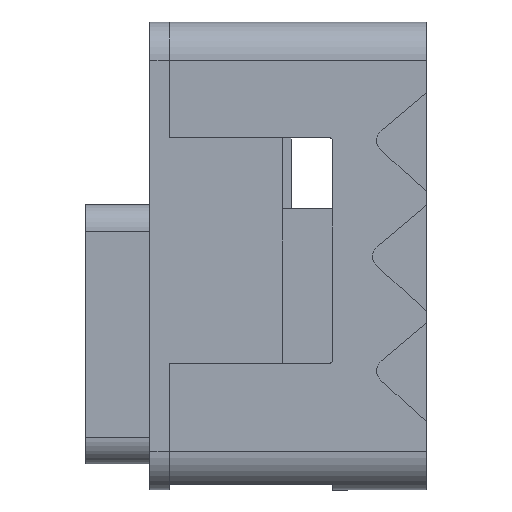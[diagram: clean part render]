
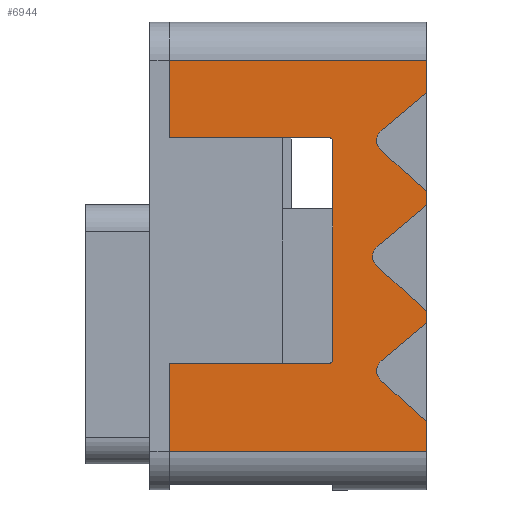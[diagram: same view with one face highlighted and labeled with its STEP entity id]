
A CAD part, left-side view. The second image highlights one B-rep face of the part: STEP entity #6944.
In plain terms, the highlighted planar face has unit normal (-1, 0, 0).
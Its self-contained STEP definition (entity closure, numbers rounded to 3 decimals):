
#67=CIRCLE($,#7148,2.);
#69=CIRCLE($,#7153,2.);
#71=CIRCLE($,#7158,0.5);
#73=CIRCLE($,#7163,0.5);
#75=CIRCLE($,#7168,2.);
#688=FACE_OUTER_BOUND($,#2638,.T.);
#848=LINE($,#9869,#1547);
#854=LINE($,#9884,#1553);
#893=LINE($,#9987,#1592);
#896=LINE($,#9993,#1595);
#901=LINE($,#10008,#1600);
#904=LINE($,#10014,#1603);
#909=LINE($,#10029,#1608);
#912=LINE($,#10035,#1611);
#916=LINE($,#10046,#1615);
#918=LINE($,#10051,#1617);
#923=LINE($,#10065,#1622);
#940=LINE($,#10096,#1639);
#941=LINE($,#10100,#1640);
#942=LINE($,#10102,#1641);
#1376=LINE($,#11092,#2075);
#1377=LINE($,#11094,#2076);
#1378=LINE($,#11095,#2077);
#1547=VECTOR($,#7872,40.);
#1553=VECTOR($,#7886,13.685);
#1592=VECTOR($,#7977,9.587);
#1595=VECTOR($,#7982,9.194);
#1600=VECTOR($,#7995,10.43);
#1603=VECTOR($,#8000,10.009);
#1608=VECTOR($,#8013,24.9);
#1611=VECTOR($,#8018,24.9);
#1615=VECTOR($,#8030,34.1);
#1617=VECTOR($,#8034,9.194);
#1622=VECTOR($,#8047,9.587);
#1639=VECTOR($,#8070,4.628);
#1640=VECTOR($,#8075,1.847);
#1641=VECTOR($,#8078,2.135);
#2075=VECTOR($,#8978,40.);
#2076=VECTOR($,#8981,4.979);
#2077=VECTOR($,#8982,11.985);
#2638=EDGE_LOOP($,(#5852,#5853,#5854,#5855,#5856,#5857,#5858,#5859,#5860,
#5861,#5862,#5863,#5864,#5865,#5866,#5867,#5868,#5869,#5870,#5871,#5872,
#5873));
#2920=VERTEX_POINT($,#9866);
#2921=VERTEX_POINT($,#9868);
#2926=VERTEX_POINT($,#9883);
#2960=VERTEX_POINT($,#9977);
#2961=VERTEX_POINT($,#9978);
#2964=VERTEX_POINT($,#9986);
#2966=VERTEX_POINT($,#9992);
#2968=VERTEX_POINT($,#9998);
#2969=VERTEX_POINT($,#9999);
#2972=VERTEX_POINT($,#10007);
#2974=VERTEX_POINT($,#10013);
#2976=VERTEX_POINT($,#10019);
#2977=VERTEX_POINT($,#10020);
#2980=VERTEX_POINT($,#10028);
#2982=VERTEX_POINT($,#10034);
#2984=VERTEX_POINT($,#10040);
#2986=VERTEX_POINT($,#10049);
#2987=VERTEX_POINT($,#10050);
#2990=VERTEX_POINT($,#10058);
#2992=VERTEX_POINT($,#10064);
#3326=VERTEX_POINT($,#11088);
#3327=VERTEX_POINT($,#11090);
#3617=EDGE_CURVE($,#2920,#2921,#848,.T.);
#3625=EDGE_CURVE($,#2921,#2926,#854,.T.);
#3673=EDGE_CURVE($,#2960,#2961,#67,.T.);
#3677=EDGE_CURVE($,#2964,#2960,#893,.T.);
#3680=EDGE_CURVE($,#2961,#2966,#896,.T.);
#3683=EDGE_CURVE($,#2968,#2969,#69,.T.);
#3687=EDGE_CURVE($,#2972,#2968,#901,.T.);
#3690=EDGE_CURVE($,#2969,#2974,#904,.T.);
#3693=EDGE_CURVE($,#2976,#2977,#71,.T.);
#3697=EDGE_CURVE($,#2980,#2976,#909,.T.);
#3700=EDGE_CURVE($,#2982,#2926,#912,.T.);
#3703=EDGE_CURVE($,#2984,#2982,#73,.T.);
#3706=EDGE_CURVE($,#2977,#2984,#916,.T.);
#3708=EDGE_CURVE($,#2986,#2987,#918,.T.);
#3712=EDGE_CURVE($,#2990,#2986,#75,.T.);
#3715=EDGE_CURVE($,#2992,#2990,#923,.T.);
#3733=EDGE_CURVE($,#2992,#2920,#940,.T.);
#3735=EDGE_CURVE($,#2972,#2987,#941,.T.);
#3736=EDGE_CURVE($,#2964,#2974,#942,.T.);
#4229=EDGE_CURVE($,#3326,#3327,#1376,.T.);
#4230=EDGE_CURVE($,#3326,#2966,#1377,.T.);
#4231=EDGE_CURVE($,#2980,#3327,#1378,.T.);
#5852=ORIENTED_EDGE($,*,*,#3680,.T.);
#5853=ORIENTED_EDGE($,*,*,#4230,.F.);
#5854=ORIENTED_EDGE($,*,*,#4229,.T.);
#5855=ORIENTED_EDGE($,*,*,#4231,.F.);
#5856=ORIENTED_EDGE($,*,*,#3697,.T.);
#5857=ORIENTED_EDGE($,*,*,#3693,.T.);
#5858=ORIENTED_EDGE($,*,*,#3706,.T.);
#5859=ORIENTED_EDGE($,*,*,#3703,.T.);
#5860=ORIENTED_EDGE($,*,*,#3700,.T.);
#5861=ORIENTED_EDGE($,*,*,#3625,.F.);
#5862=ORIENTED_EDGE($,*,*,#3617,.F.);
#5863=ORIENTED_EDGE($,*,*,#3733,.F.);
#5864=ORIENTED_EDGE($,*,*,#3715,.T.);
#5865=ORIENTED_EDGE($,*,*,#3712,.T.);
#5866=ORIENTED_EDGE($,*,*,#3708,.T.);
#5867=ORIENTED_EDGE($,*,*,#3735,.F.);
#5868=ORIENTED_EDGE($,*,*,#3687,.T.);
#5869=ORIENTED_EDGE($,*,*,#3683,.T.);
#5870=ORIENTED_EDGE($,*,*,#3690,.T.);
#5871=ORIENTED_EDGE($,*,*,#3736,.F.);
#5872=ORIENTED_EDGE($,*,*,#3677,.T.);
#5873=ORIENTED_EDGE($,*,*,#3673,.T.);
#6689=PLANE($,#7410);
#6944=ADVANCED_FACE($,(#688),#6689,.T.);
#7148=AXIS2_PLACEMENT_3D($,#9979,#7969,#7970);
#7153=AXIS2_PLACEMENT_3D($,#10000,#7987,#7988);
#7158=AXIS2_PLACEMENT_3D($,#10021,#8005,#8006);
#7163=AXIS2_PLACEMENT_3D($,#10041,#8023,#8024);
#7168=AXIS2_PLACEMENT_3D($,#10059,#8040,#8041);
#7410=AXIS2_PLACEMENT_3D($,#11093,#8979,#8980);
#7872=DIRECTION($,(0.,1.,0.));
#7886=DIRECTION($,(0.,0.,1.));
#7969=DIRECTION('center_axis',(1.,0.,0.));
#7970=DIRECTION('ref_axis',(0.,-0.643,-0.766));
#7977=DIRECTION($,(0.,0.741,0.672));
#7982=DIRECTION($,(0.,-0.766,0.643));
#7987=DIRECTION('center_axis',(1.,0.,0.));
#7988=DIRECTION('ref_axis',(0.,0.643,0.766));
#7995=DIRECTION($,(0.,0.741,0.672));
#8000=DIRECTION($,(0.,-0.766,0.643));
#8005=DIRECTION('center_axis',(1.,0.,0.));
#8006=DIRECTION('ref_axis',(0.,-1.,0.));
#8013=DIRECTION($,(0.,-1.,0.));
#8018=DIRECTION($,(0.,1.,0.));
#8023=DIRECTION('center_axis',(1.,0.,0.));
#8024=DIRECTION('ref_axis',(0.,0.,-1.));
#8030=DIRECTION($,(0.,0.,-1.));
#8034=DIRECTION($,(0.,-0.766,0.643));
#8040=DIRECTION('center_axis',(1.,0.,0.));
#8041=DIRECTION('ref_axis',(0.,-0.643,-0.766));
#8047=DIRECTION($,(0.,0.741,0.672));
#8070=DIRECTION($,(0.,0.,-1.));
#8075=DIRECTION($,(0.,0.,-1.));
#8078=DIRECTION($,(0.,0.,-1.));
#8978=DIRECTION($,(0.,1.,0.));
#8979=DIRECTION('center_axis',(-1.,0.,0.));
#8980=DIRECTION('ref_axis',(0.,0.,1.));
#8981=DIRECTION($,(0.,0.,-1.));
#8982=DIRECTION($,(0.,0.,1.));
#9866=CARTESIAN_POINT('',(-53.85,0.,-30.385));
#9868=CARTESIAN_POINT('',(-53.85,40.,-30.385));
#9869=CARTESIAN_POINT($,(-53.85,0.,-30.385));
#9883=CARTESIAN_POINT('',(-53.85,40.,-16.7));
#9884=CARTESIAN_POINT($,(-53.85,40.,30.385));
#9977=CARTESIAN_POINT('',(-53.85,7.101,16.483));
#9978=CARTESIAN_POINT('',(-53.85,7.043,19.497));
#9979=CARTESIAN_POINT('Origin',(-53.85,5.757,17.964));
#9986=CARTESIAN_POINT('',(-53.85,0.,10.043));
#9987=CARTESIAN_POINT($,(-53.85,-10.059,0.919));
#9992=CARTESIAN_POINT('',(-53.85,0.,25.406));
#9993=CARTESIAN_POINT($,(-53.85,17.257,10.926));
#9998=CARTESIAN_POINT('',(-53.85,7.725,-1.54));
#9999=CARTESIAN_POINT('',(-53.85,7.667,1.473));
#10000=CARTESIAN_POINT('Origin',(-53.85,6.382,-0.059));
#10007=CARTESIAN_POINT('',(-53.85,0.,-8.547));
#10008=CARTESIAN_POINT($,(-53.85,-5.434,-13.475));
#10013=CARTESIAN_POINT('',(-53.85,0.,7.907));
#10014=CARTESIAN_POINT($,(-53.85,13.261,-3.22));
#10019=CARTESIAN_POINT('',(-53.85,15.1,18.4));
#10020=CARTESIAN_POINT('',(-53.85,14.6,17.9));
#10021=CARTESIAN_POINT('Origin',(-53.85,15.1,17.9));
#10028=CARTESIAN_POINT('',(-53.85,40.,18.4));
#10029=CARTESIAN_POINT($,(-53.85,20.,18.4));
#10034=CARTESIAN_POINT('',(-53.85,15.1,-16.7));
#10035=CARTESIAN_POINT($,(-53.85,7.55,-16.7));
#10040=CARTESIAN_POINT('',(-53.85,14.6,-16.2));
#10041=CARTESIAN_POINT('Origin',(-53.85,15.1,-16.2));
#10046=CARTESIAN_POINT($,(-53.85,14.6,-6.243));
#10049=CARTESIAN_POINT('',(-53.85,7.043,-16.303));
#10050=CARTESIAN_POINT('',(-53.85,0.,-10.394));
#10051=CARTESIAN_POINT($,(-53.85,8.443,-17.479));
#10058=CARTESIAN_POINT('',(-53.85,7.101,-19.317));
#10059=CARTESIAN_POINT('Origin',(-53.85,5.757,-17.836));
#10064=CARTESIAN_POINT('',(-53.85,0.,-25.757));
#10065=CARTESIAN_POINT($,(-53.85,-1.151,-26.802));
#10096=CARTESIAN_POINT($,(-53.85,0.,30.385));
#10100=CARTESIAN_POINT($,(-53.85,0.,30.385));
#10102=CARTESIAN_POINT($,(-53.85,0.,30.385));
#11088=CARTESIAN_POINT('',(-53.85,0.,30.385));
#11090=CARTESIAN_POINT('',(-53.85,40.,30.385));
#11092=CARTESIAN_POINT($,(-53.85,0.,30.385));
#11093=CARTESIAN_POINT('Origin',(-53.85,0.,-30.385));
#11094=CARTESIAN_POINT($,(-53.85,0.,30.385));
#11095=CARTESIAN_POINT($,(-53.85,40.,30.385));
